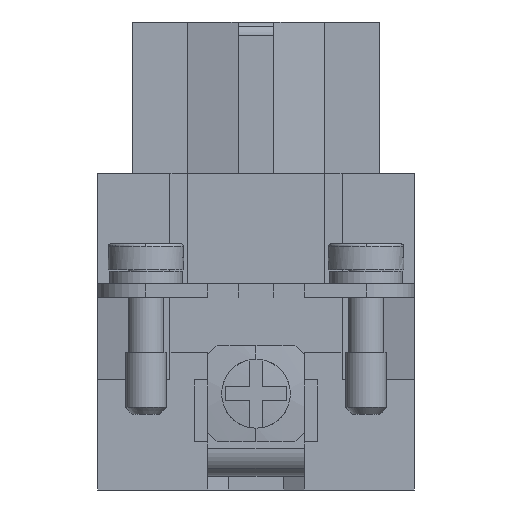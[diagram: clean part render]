
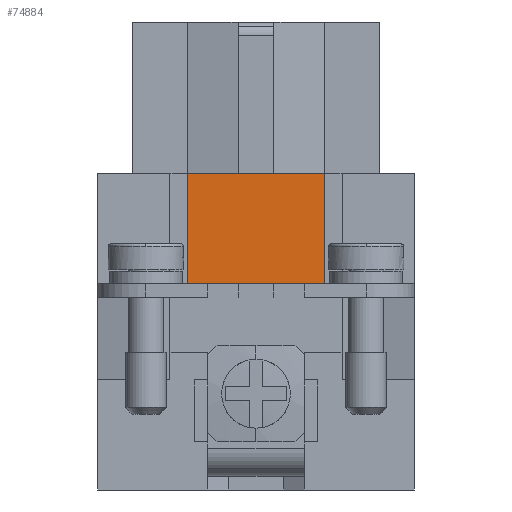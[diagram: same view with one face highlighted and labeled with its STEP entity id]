
A CAD part, left-side view. The second image highlights one B-rep face of the part: STEP entity #74884.
In plain terms, the highlighted planar face has unit normal (-1, 0, 0).
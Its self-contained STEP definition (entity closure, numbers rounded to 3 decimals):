
#20428=CARTESIAN_POINT('',(-36.0,5.0,0.0));
#20429=VERTEX_POINT('',#20428);
#20436=CARTESIAN_POINT('',(-36.0,-5.0,0.0));
#20437=VERTEX_POINT('',#20436);
#20438=CARTESIAN_POINT('',(-36.0,-5.0,0.0));
#20439=DIRECTION('',(0.0,1.0,0.0));
#20440=VECTOR('',#20439,10.0);
#20441=LINE('',#20438,#20440);
#20442=EDGE_CURVE('',#20437,#20429,#20441,.T.);
#57757=CARTESIAN_POINT('',(-36.0,-5.0,-8.0));
#57758=VERTEX_POINT('',#57757);
#57765=CARTESIAN_POINT('',(-36.0,5.0,-8.0));
#57766=VERTEX_POINT('',#57765);
#57767=CARTESIAN_POINT('',(-36.0,5.0,-8.0));
#57768=DIRECTION('',(0.0,-1.0,0.0));
#57769=VECTOR('',#57768,10.0);
#57770=LINE('',#57767,#57769);
#57771=EDGE_CURVE('',#57766,#57758,#57770,.T.);
#74857=CARTESIAN_POINT('',(-36.0,5.0,0.0));
#74858=DIRECTION('',(0.0,0.0,-1.0));
#74859=VECTOR('',#74858,8.0);
#74860=LINE('',#74857,#74859);
#74861=EDGE_CURVE('',#20429,#57766,#74860,.T.);
#74868=CARTESIAN_POINT('',(-36.0,5.0,0.0));
#74869=DIRECTION('',(-1.0,0.0,0.0));
#74870=DIRECTION('',(0.0,0.0,1.0));
#74871=AXIS2_PLACEMENT_3D('',#74868,#74869,#74870);
#74872=PLANE('',#74871);
#74873=ORIENTED_EDGE('',*,*,#57771,.T.);
#74874=CARTESIAN_POINT('',(-36.0,-5.0,0.0));
#74875=DIRECTION('',(0.0,0.0,-1.0));
#74876=VECTOR('',#74875,8.0);
#74877=LINE('',#74874,#74876);
#74878=EDGE_CURVE('',#20437,#57758,#74877,.T.);
#74879=ORIENTED_EDGE('',*,*,#74878,.F.);
#74880=ORIENTED_EDGE('',*,*,#20442,.T.);
#74881=ORIENTED_EDGE('',*,*,#74861,.T.);
#74882=EDGE_LOOP('',(#74873,#74879,#74880,#74881));
#74883=FACE_OUTER_BOUND('',#74882,.T.);
#74884=ADVANCED_FACE('',(#74883),#74872,.T.);
